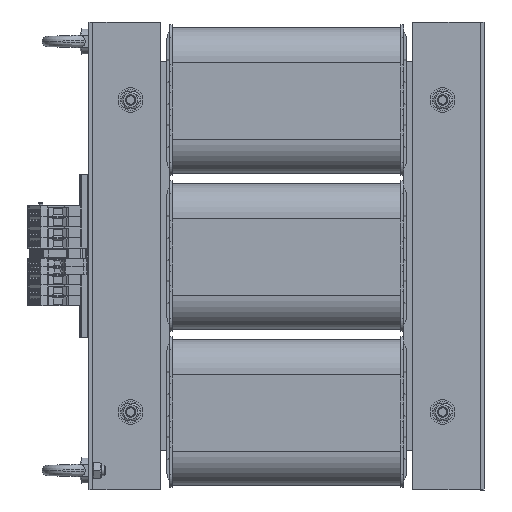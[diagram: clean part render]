
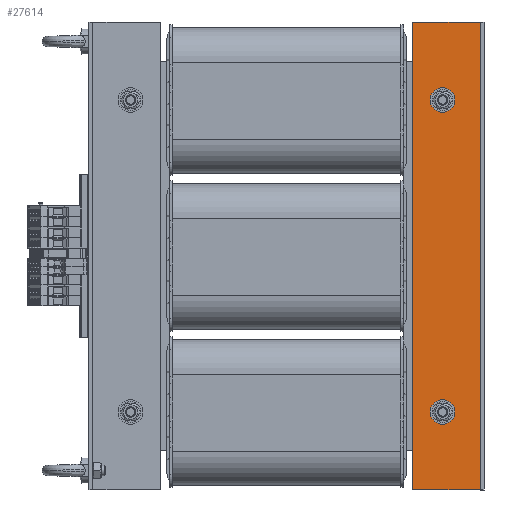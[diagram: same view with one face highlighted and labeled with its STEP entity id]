
A CAD part, left-side view. The second image highlights one B-rep face of the part: STEP entity #27614.
In plain terms, the highlighted face is planar.
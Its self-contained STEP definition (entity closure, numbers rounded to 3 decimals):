
#1753=FACE_BOUND('',#4578,.T.);
#1754=FACE_BOUND('',#4579,.T.);
#1924=CIRCLE('',#29563,5.25);
#1925=CIRCLE('',#29565,5.25);
#3112=FACE_OUTER_BOUND('',#4577,.T.);
#4577=EDGE_LOOP('',(#20068,#20069,#20070,#20071));
#4578=EDGE_LOOP('',(#20072));
#4579=EDGE_LOOP('',(#20073));
#6451=LINE('',#40606,#9574);
#6454=LINE('',#40612,#9577);
#6459=LINE('',#40631,#9582);
#6461=LINE('',#40634,#9584);
#9574=VECTOR('',#32904,10.);
#9577=VECTOR('',#32909,10.);
#9582=VECTOR('',#32930,10.);
#9584=VECTOR('',#32934,10.);
#12513=VERTEX_POINT('',#40591);
#12514=VERTEX_POINT('',#40595);
#12517=VERTEX_POINT('',#40610);
#12521=VERTEX_POINT('',#40622);
#12522=VERTEX_POINT('',#40626);
#12523=VERTEX_POINT('',#40630);
#15342=EDGE_CURVE('',#12513,#12514,#6451,.T.);
#15345=EDGE_CURVE('',#12517,#12514,#6454,.T.);
#15351=EDGE_CURVE('',#12521,#12521,#1924,.T.);
#15353=EDGE_CURVE('',#12522,#12522,#1925,.T.);
#15354=EDGE_CURVE('',#12523,#12517,#6459,.T.);
#15356=EDGE_CURVE('',#12513,#12523,#6461,.T.);
#20068=ORIENTED_EDGE('',*,*,#15342,.T.);
#20069=ORIENTED_EDGE('',*,*,#15345,.F.);
#20070=ORIENTED_EDGE('',*,*,#15354,.F.);
#20071=ORIENTED_EDGE('',*,*,#15356,.F.);
#20072=ORIENTED_EDGE('',*,*,#15351,.T.);
#20073=ORIENTED_EDGE('',*,*,#15353,.T.);
#26492=PLANE('',#29568);
#27614=ADVANCED_FACE('',(#3112,#1753,#1754),#26492,.T.);
#29563=AXIS2_PLACEMENT_3D('',#40624,#32921,#32922);
#29565=AXIS2_PLACEMENT_3D('',#40628,#32926,#32927);
#29568=AXIS2_PLACEMENT_3D('',#40635,#32935,#32936);
#32904=DIRECTION('',(0.,0.,1.));
#32909=DIRECTION('',(-1.,0.,0.));
#32921=DIRECTION('center_axis',(0.,-1.,0.));
#32922=DIRECTION('ref_axis',(1.,0.,0.));
#32926=DIRECTION('center_axis',(0.,-1.,0.));
#32927=DIRECTION('ref_axis',(1.,0.,0.));
#32930=DIRECTION('',(0.,0.,1.));
#32934=DIRECTION('',(1.,0.,0.));
#32935=DIRECTION('center_axis',(0.,1.,0.));
#32936=DIRECTION('ref_axis',(0.,0.,1.));
#40591=CARTESIAN_POINT('',(-51.999,3.,0.));
#40595=CARTESIAN_POINT('',(-51.999,3.,360.));
#40606=CARTESIAN_POINT('',(-51.999,3.,270.));
#40610=CARTESIAN_POINT('',(0.,3.,360.));
#40612=CARTESIAN_POINT('',(-55.,3.,360.));
#40622=CARTESIAN_POINT('',(-28.25,3.,60.));
#40624=CARTESIAN_POINT('Origin',(-23.,3.,60.));
#40626=CARTESIAN_POINT('',(-28.25,3.,300.));
#40628=CARTESIAN_POINT('Origin',(-23.,3.,300.));
#40630=CARTESIAN_POINT('',(0.,3.,0.));
#40631=CARTESIAN_POINT('',(0.,3.,360.));
#40634=CARTESIAN_POINT('',(0.,3.,0.));
#40635=CARTESIAN_POINT('Origin',(-27.5,3.,180.));
